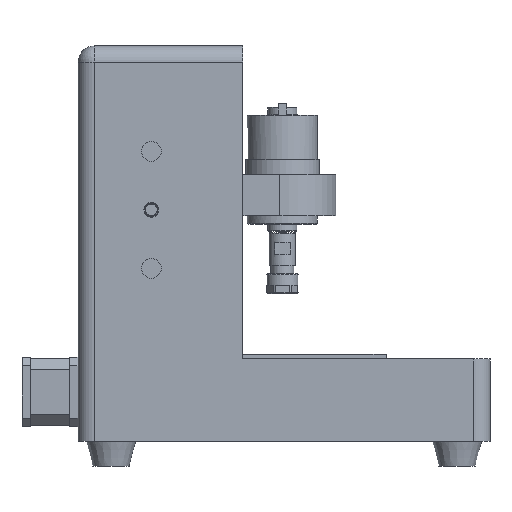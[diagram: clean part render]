
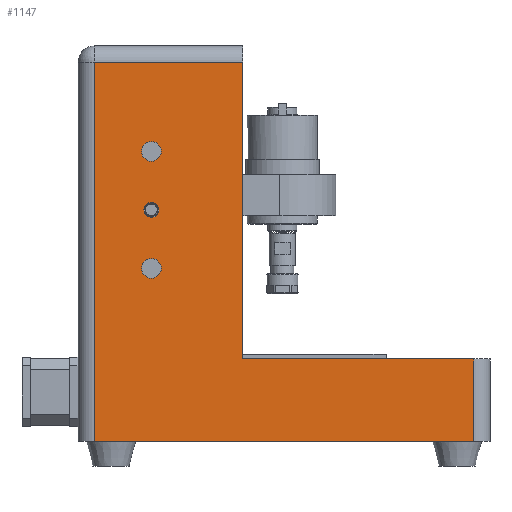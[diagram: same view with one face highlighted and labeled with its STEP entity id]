
A CAD part, left-side view. The second image highlights one B-rep face of the part: STEP entity #1147.
In plain terms, the highlighted planar face has unit normal (-1, 0, 0).
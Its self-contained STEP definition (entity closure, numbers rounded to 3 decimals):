
#1112 = VERTEX_POINT('',#1113);
#1113 = CARTESIAN_POINT('',(-125.,-115.,50.));
#1120 = EDGE_CURVE('',#1112,#1121,#1123,.T.);
#1121 = VERTEX_POINT('',#1122);
#1122 = CARTESIAN_POINT('',(-125.,-115.,0.));
#1123 = LINE('',#1124,#1125);
#1124 = CARTESIAN_POINT('',(-125.,-115.,0.));
#1125 = VECTOR('',#1126,1.);
#1126 = DIRECTION('',(0.,0.,-1.));
#1147 = ADVANCED_FACE('',(#1148,#1189,#1200,#1211),#1222,.T.);
#1148 = FACE_BOUND('',#1149,.T.);
#1149 = EDGE_LOOP('',(#1150,#1151,#1159,#1167,#1175,#1183));
#1150 = ORIENTED_EDGE('',*,*,#1120,.F.);
#1151 = ORIENTED_EDGE('',*,*,#1152,.T.);
#1152 = EDGE_CURVE('',#1112,#1153,#1155,.T.);
#1153 = VERTEX_POINT('',#1154);
#1154 = CARTESIAN_POINT('',(-125.,25.,50.));
#1155 = LINE('',#1156,#1157);
#1156 = CARTESIAN_POINT('',(-125.,75.,50.));
#1157 = VECTOR('',#1158,1.);
#1158 = DIRECTION('',(0.,1.,0.));
#1159 = ORIENTED_EDGE('',*,*,#1160,.T.);
#1160 = EDGE_CURVE('',#1153,#1161,#1163,.T.);
#1161 = VERTEX_POINT('',#1162);
#1162 = CARTESIAN_POINT('',(-125.,25.,230.));
#1163 = LINE('',#1164,#1165);
#1164 = CARTESIAN_POINT('',(-125.,25.,120.));
#1165 = VECTOR('',#1166,1.);
#1166 = DIRECTION('',(0.,0.,1.));
#1167 = ORIENTED_EDGE('',*,*,#1168,.F.);
#1168 = EDGE_CURVE('',#1169,#1161,#1171,.T.);
#1169 = VERTEX_POINT('',#1170);
#1170 = CARTESIAN_POINT('',(-125.,115.,230.));
#1171 = LINE('',#1172,#1173);
#1172 = CARTESIAN_POINT('',(-125.,62.5,230.));
#1173 = VECTOR('',#1174,1.);
#1174 = DIRECTION('',(0.,-1.,0.));
#1175 = ORIENTED_EDGE('',*,*,#1176,.F.);
#1176 = EDGE_CURVE('',#1177,#1169,#1179,.T.);
#1177 = VERTEX_POINT('',#1178);
#1178 = CARTESIAN_POINT('',(-125.,115.,0.));
#1179 = LINE('',#1180,#1181);
#1180 = CARTESIAN_POINT('',(-125.,115.,0.));
#1181 = VECTOR('',#1182,1.);
#1182 = DIRECTION('',(0.,0.,1.));
#1183 = ORIENTED_EDGE('',*,*,#1184,.F.);
#1184 = EDGE_CURVE('',#1121,#1177,#1185,.T.);
#1185 = LINE('',#1186,#1187);
#1186 = CARTESIAN_POINT('',(-125.,-125.,0.));
#1187 = VECTOR('',#1188,1.);
#1188 = DIRECTION('',(0.,1.,0.));
#1189 = FACE_BOUND('',#1190,.T.);
#1190 = EDGE_LOOP('',(#1191));
#1191 = ORIENTED_EDGE('',*,*,#1192,.T.);
#1192 = EDGE_CURVE('',#1193,#1193,#1195,.T.);
#1193 = VERTEX_POINT('',#1194);
#1194 = CARTESIAN_POINT('',(-125.,85.,140.5));
#1195 = CIRCLE('',#1196,4.5);
#1196 = AXIS2_PLACEMENT_3D('',#1197,#1198,#1199);
#1197 = CARTESIAN_POINT('',(-125.,80.5,140.5));
#1198 = DIRECTION('',(1.,0.,0.));
#1199 = DIRECTION('',(0.,-1.,0.));
#1200 = FACE_BOUND('',#1201,.T.);
#1201 = EDGE_LOOP('',(#1202));
#1202 = ORIENTED_EDGE('',*,*,#1203,.T.);
#1203 = EDGE_CURVE('',#1204,#1204,#1206,.T.);
#1204 = VERTEX_POINT('',#1205);
#1205 = CARTESIAN_POINT('',(-125.,86.5,105.));
#1206 = CIRCLE('',#1207,6.);
#1207 = AXIS2_PLACEMENT_3D('',#1208,#1209,#1210);
#1208 = CARTESIAN_POINT('',(-125.,80.5,105.));
#1209 = DIRECTION('',(1.,0.,0.));
#1210 = DIRECTION('',(0.,-1.,0.));
#1211 = FACE_BOUND('',#1212,.T.);
#1212 = EDGE_LOOP('',(#1213));
#1213 = ORIENTED_EDGE('',*,*,#1214,.T.);
#1214 = EDGE_CURVE('',#1215,#1215,#1217,.T.);
#1215 = VERTEX_POINT('',#1216);
#1216 = CARTESIAN_POINT('',(-125.,86.5,176.));
#1217 = CIRCLE('',#1218,6.);
#1218 = AXIS2_PLACEMENT_3D('',#1219,#1220,#1221);
#1219 = CARTESIAN_POINT('',(-125.,80.5,176.));
#1220 = DIRECTION('',(1.,0.,0.));
#1221 = DIRECTION('',(0.,-1.,0.));
#1222 = PLANE('',#1223);
#1223 = AXIS2_PLACEMENT_3D('',#1224,#1225,#1226);
#1224 = CARTESIAN_POINT('',(-125.,125.,0.));
#1225 = DIRECTION('',(-1.,0.,0.));
#1226 = DIRECTION('',(0.,-1.,0.));
